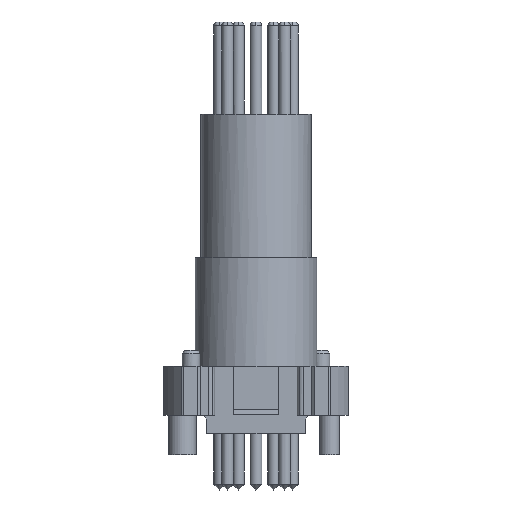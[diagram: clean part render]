
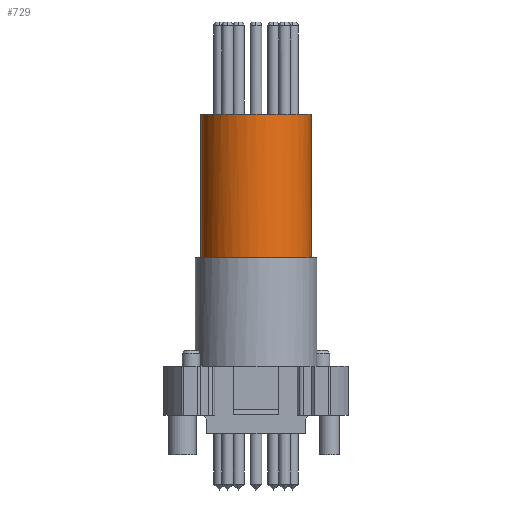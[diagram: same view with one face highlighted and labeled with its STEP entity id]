
A CAD part, front view. The second image highlights one B-rep face of the part: STEP entity #729.
In plain terms, the highlighted cylindrical face has radius 2.8 mm (diameter 5.6 mm), a partial arc.
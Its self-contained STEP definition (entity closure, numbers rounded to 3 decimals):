
#294=AXIS2_PLACEMENT_3D('Circle Axis2P3D',#292,#293,$) ;
#710=AXIS2_PLACEMENT_3D('Cylinder Axis2P3D',#707,#708,#709) ;
#289=CARTESIAN_POINT('Vertex',(1.9,5.2,19.1)) ;
#292=CARTESIAN_POINT('Axis2P3D Location',(4.7,5.2,19.1)) ;
#296=CARTESIAN_POINT('Vertex',(7.5,5.2,19.1)) ;
#658=CARTESIAN_POINT('Line Origine',(7.5,5.2,11.6)) ;
#662=CARTESIAN_POINT('Vertex',(7.5,5.2,11.8)) ;
#669=CARTESIAN_POINT('Vertex',(1.9,5.2,11.8)) ;
#672=CARTESIAN_POINT('Line Origine',(1.9,5.2,11.6)) ;
#707=CARTESIAN_POINT('Axis2P3D Location',(4.7,5.2,11.6)) ;
#713=CARTESIAN_POINT('Control Point',(1.9,5.2,11.8)) ;
#714=CARTESIAN_POINT('Control Point',(1.9,4.32,11.8)) ;
#715=CARTESIAN_POINT('Control Point',(2.245,3.441,11.8)) ;
#716=CARTESIAN_POINT('Control Point',(2.941,2.745,11.8)) ;
#717=CARTESIAN_POINT('Control Point',(4.7,2.055,11.8)) ;
#718=CARTESIAN_POINT('Control Point',(6.459,2.745,11.8)) ;
#719=CARTESIAN_POINT('Control Point',(7.155,3.441,11.8)) ;
#720=CARTESIAN_POINT('Control Point',(7.5,4.32,11.8)) ;
#721=CARTESIAN_POINT('Control Point',(7.5,5.2,11.8)) ;
#293=DIRECTION('Axis2P3D Direction',(0.,0.,-1.)) ;
#659=DIRECTION('Vector Direction',(0.,0.,1.)) ;
#673=DIRECTION('Vector Direction',(0.,0.,1.)) ;
#708=DIRECTION('Axis2P3D Direction',(0.,0.,1.)) ;
#709=DIRECTION('Axis2P3D XDirection',(-1.,0.,0.)) ;
#660=VECTOR('Line Direction',#659,1.) ;
#674=VECTOR('Line Direction',#673,1.) ;
#724=ORIENTED_EDGE('',*,*,#676,.F.) ;
#725=ORIENTED_EDGE('',*,*,#722,.T.) ;
#726=ORIENTED_EDGE('',*,*,#664,.F.) ;
#727=ORIENTED_EDGE('',*,*,#298,.T.) ;
#729=ADVANCED_FACE('V1',(#728),#711,.T.) ;
#712=B_SPLINE_CURVE_WITH_KNOTS('',5,(#713,#714,#715,#716,#717,#718,#719,#720,#721),.UNSPECIFIED.,.F.,.U.,(6,3,6),(-4.398,0.,4.398),.UNSPECIFIED.) ;
#295=CIRCLE('generated circle',#294,2.8) ;
#711=CYLINDRICAL_SURFACE('generated cylinder',#710,2.8) ;
#298=EDGE_CURVE('',#297,#290,#295,.T.) ;
#664=EDGE_CURVE('',#297,#663,#661,.F.) ;
#676=EDGE_CURVE('',#670,#290,#675,.T.) ;
#722=EDGE_CURVE('',#670,#663,#712,.T.) ;
#723=EDGE_LOOP('',(#724,#725,#726,#727)) ;
#728=FACE_OUTER_BOUND('',#723,.T.) ;
#661=LINE('Line',#658,#660) ;
#675=LINE('Line',#672,#674) ;
#290=VERTEX_POINT('',#289) ;
#297=VERTEX_POINT('',#296) ;
#663=VERTEX_POINT('',#662) ;
#670=VERTEX_POINT('',#669) ;
